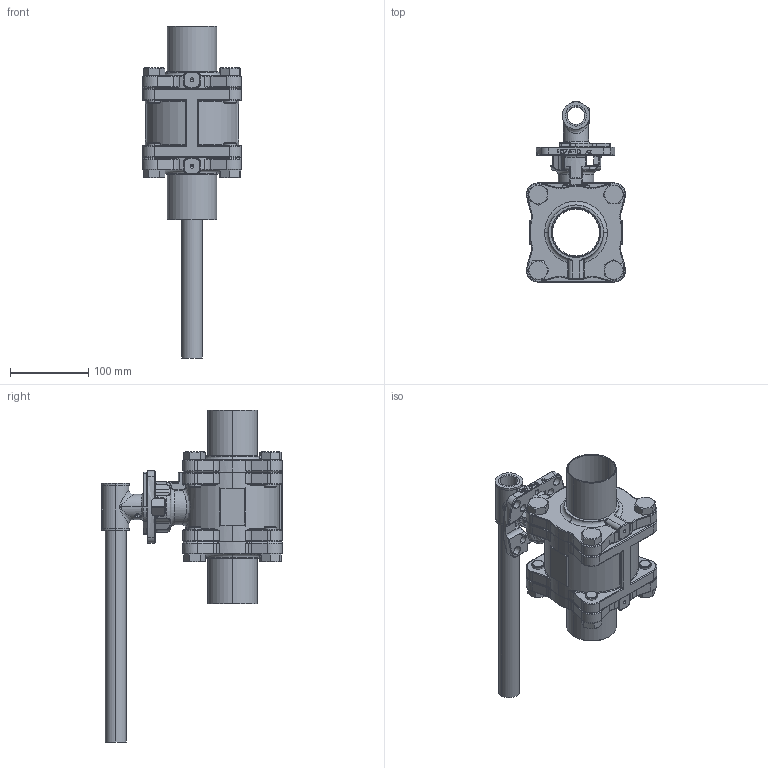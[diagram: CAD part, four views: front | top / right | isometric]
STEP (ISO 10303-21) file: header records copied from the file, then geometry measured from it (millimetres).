
FILE_DESCRIPTION (( 'STEP AP214' ), '1' );
FILE_NAME ('H78-DA-0250.STEP', '2018-12-06T20:50:49', ( '' ), ( '' ), 'SwSTEP 2.0', 'SolidWorks 2018', '' );
FILE_SCHEMA (( 'AUTOMOTIVE_DESIGN' ));
Length unit declared in the file: inch
Products named in the file (1): H78-DA-0250
Bounding box: 126.52 x 229.96 x 423.8 mm (x, y, z)
Surface area: 274352.9 mm2 (no closed solid volume)
Topology: 0 solids, 22 shells, 1068 faces, 3153 edges, 1989 vertices
Faces by surface type: cylinder 326, plane 312, torus 220, bspline 108, cone 92, sphere 10
Entity records: 62889 total; most frequent: CARTESIAN_POINT 21612, DIRECTION 5809, ORIENTED_EDGE 5407, EDGE_CURVE 3113, AXIS2_PLACEMENT_3D 2255, VERTEX_POINT 1989, LINE 1299, VECTOR 1299
